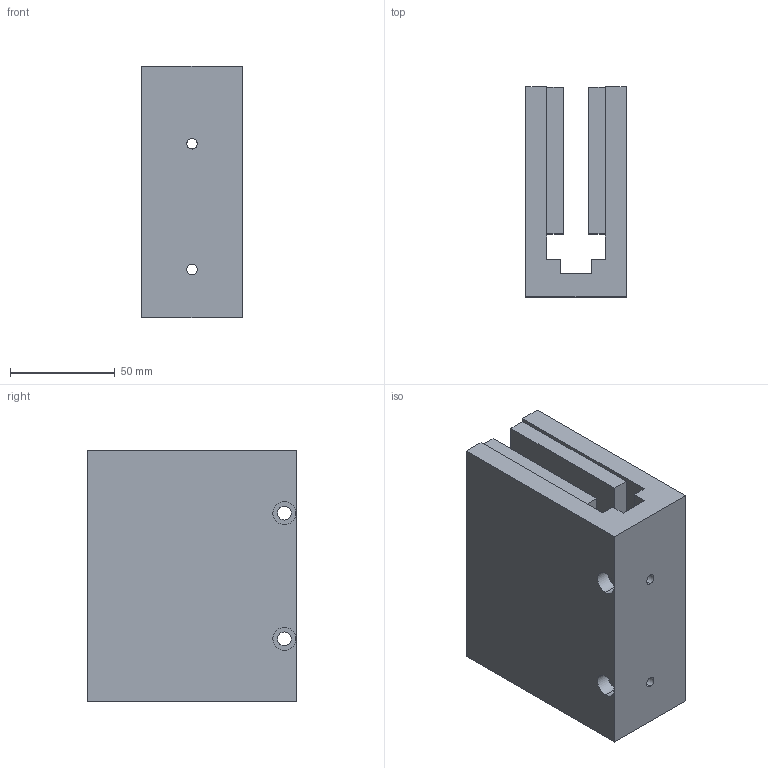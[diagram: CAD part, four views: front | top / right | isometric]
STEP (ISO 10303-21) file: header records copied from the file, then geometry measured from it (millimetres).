
FILE_DESCRIPTION (( 'STEP AP203' ), '1' );
FILE_NAME ('ZWU-60A-120MNS-MODEL-A01.step', '2022-09-08T12:52:43', ( '' ), ( '' ), 'SwSTEP 2.0', 'SolidWorks 2020', '' );
FILE_SCHEMA (( 'CONFIG_CONTROL_DESIGN' ));
Length unit declared in the file: millimetre
Products named in the file (1): ZWU-60A-120MNS-MODEL-A01
Bounding box: 48 x 100.2 x 120 mm (x, y, z)
Volume: 403025.3 mm3; surface area: 76663.3 mm2
Topology: 1 solids, 1 shells, 74 faces, 180 edges, 120 vertices
Faces by surface type: plane 58, cylinder 16
Entity records: 2249 total; most frequent: CARTESIAN_POINT 375, DIRECTION 362, ORIENTED_EDGE 360, EDGE_CURVE 180, LINE 148, VECTOR 148, VERTEX_POINT 120, AXIS2_PLACEMENT_3D 107
